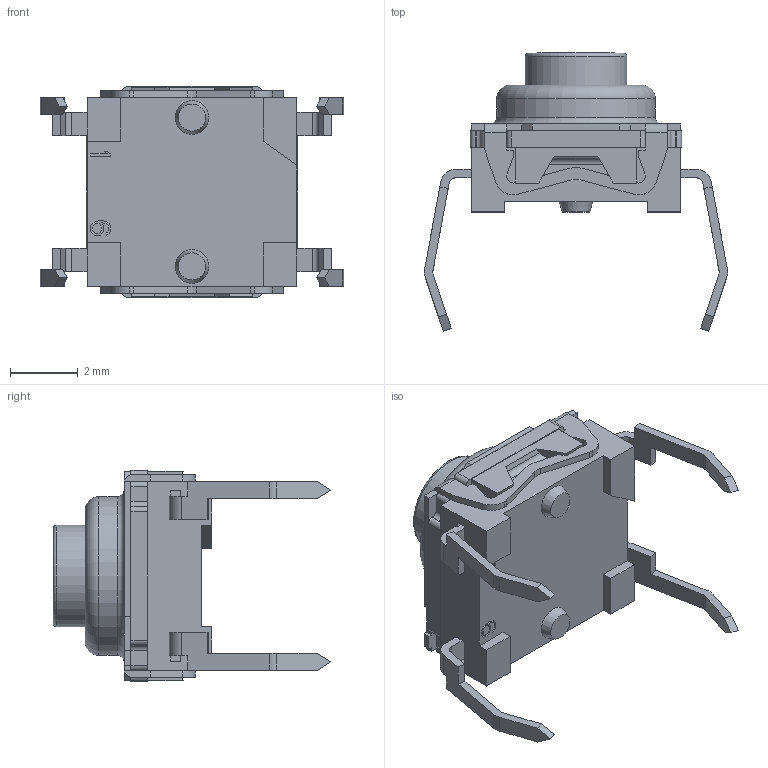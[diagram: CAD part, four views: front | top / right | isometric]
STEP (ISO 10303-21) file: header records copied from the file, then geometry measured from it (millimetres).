
FILE_DESCRIPTION( ( 'STEP AP214' ), ' ' );
FILE_NAME( 'psolqas1303510993.stp', '2017-10-30T12:03:51', ( '' ), ( '' ), ' ', 'PARTsolutions', ' ' );
FILE_SCHEMA( ( 'AUTOMOTIVE_DESIGN { 1 0 10303 214 1 1 1 1 }' ) );
Length unit declared in the file: metre
Products named in the file (1): 1
Bounding box: 8.97 x 8.22 x 6.25 mm (x, y, z)
Volume: 103.9 mm3; surface area: 285.8 mm2
Topology: 1 solids, 1 shells, 401 faces, 1119 edges, 737 vertices
Faces by surface type: plane 312, cylinder 72, torus 11, cone 5, sphere 1
Full cylindrical faces by diameter (mm): 3 x1, 3.05 x1, 4.3 x1, 4.7 x1
Entity records: 12602 total; most frequent: CARTESIAN_POINT 2266, ORIENTED_EDGE 2180, DIRECTION 2061, EDGE_CURVE 1090, LINE 907, VECTOR 907, VERTEX_POINT 730, AXIS2_PLACEMENT_3D 577
